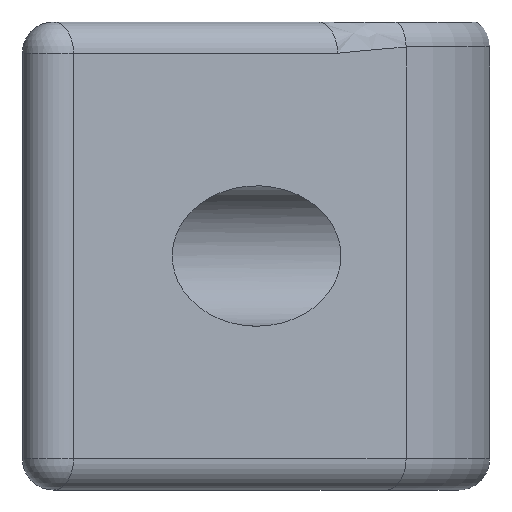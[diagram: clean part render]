
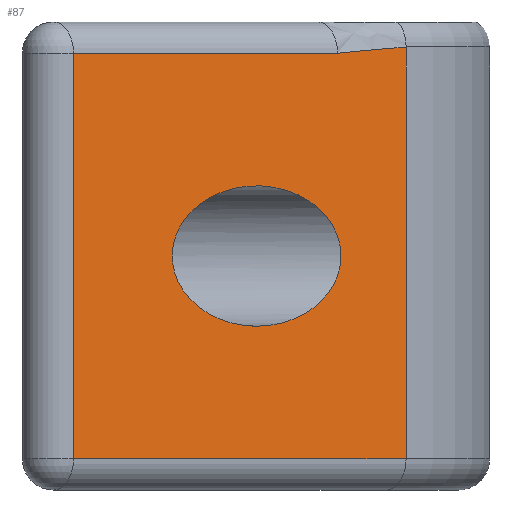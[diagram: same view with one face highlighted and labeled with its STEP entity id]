
A CAD part, left-side view. The second image highlights one B-rep face of the part: STEP entity #87.
In plain terms, the highlighted planar face has unit normal (-0.769, -0.64, 0).
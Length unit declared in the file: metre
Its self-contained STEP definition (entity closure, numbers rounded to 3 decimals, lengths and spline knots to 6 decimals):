
#87 = ADVANCED_FACE( '', ( #189, #190 ), #191, .F. );
#189 = FACE_BOUND( '', #486, .T. );
#190 = FACE_OUTER_BOUND( '', #487, .T. );
#191 = PLANE( '', #488 );
#486 = EDGE_LOOP( '', ( #655 ) );
#487 = EDGE_LOOP( '', ( #656, #657, #658, #659, #660 ) );
#488 = AXIS2_PLACEMENT_3D( '', #661, #662, #663 );
#655 = ORIENTED_EDGE( '', *, *, #829, .T. );
#656 = ORIENTED_EDGE( '', *, *, #858, .F. );
#657 = ORIENTED_EDGE( '', *, *, #851, .T. );
#658 = ORIENTED_EDGE( '', *, *, #859, .T. );
#659 = ORIENTED_EDGE( '', *, *, #860, .T. );
#660 = ORIENTED_EDGE( '', *, *, #861, .T. );
#661 = CARTESIAN_POINT( '', ( -0.0204, 0.001062, 0.030002 ) );
#662 = DIRECTION( '', ( 0.769, 0.64, 0. ) );
#663 = DIRECTION( '', ( -0.64, 0.769, 0. ) );
#829 = EDGE_CURVE( '', #946, #946, #947, .T. );
#851 = EDGE_CURVE( '', #922, #978, #980, .T. );
#858 = EDGE_CURVE( '', #922, #936, #988, .T. );
#859 = EDGE_CURVE( '', #978, #989, #990, .F. );
#860 = EDGE_CURVE( '', #989, #930, #991, .T. );
#861 = EDGE_CURVE( '', #930, #936, #992, .T. );
#922 = VERTEX_POINT( '', #1084 );
#930 = VERTEX_POINT( '', #1092 );
#936 = VERTEX_POINT( '', #1098 );
#946 = VERTEX_POINT( '', #1108 );
#947 = ELLIPSE( '', #1109, 0.007034, 0.0045 );
#978 = VERTEX_POINT( '', #1170 );
#980 = B_SPLINE_CURVE_WITH_KNOTS( '', 3, ( #1172, #1173, #1174, #1175, #1176, #1177, #1178, #1179, #1180, #1181, #1182, #1183, #1184, #1185, #1186, #1187, #1188, #1189, #1190, #1191, #1192, #1193, #1194 ), .UNSPECIFIED., .F., .F., ( 4, 1, 1, 1, 2, 2, 2, 2, 2, 2, 2, 1, 1, 4 ), ( 0., 0.000358, 0.000716, 0.001074, 0.001431, 0.002147, 0.002863, 0.003579, 0.004294, 0.004473, 0.004652, 0.00501, 0.005368, 0.005726 ), .UNSPECIFIED. );
#988 = LINE( '', #1203, #1204 );
#989 = VERTEX_POINT( '', #1205 );
#990 = LINE( '', #1206, #1207 );
#991 = LINE( '', #1208, #1209 );
#992 = LINE( '', #1210, #1211 );
#1084 = CARTESIAN_POINT( '', ( -0.011529, -0.009596, 0.0284 ) );
#1092 = CARTESIAN_POINT( '', ( -0.029271, 0.011721, 0.002 ) );
#1098 = CARTESIAN_POINT( '', ( -0.011529, -0.009596, 0.002 ) );
#1108 = CARTESIAN_POINT( '', ( -0.024, 0.005388, 0.015 ) );
#1109 = AXIS2_PLACEMENT_3D( '', #1319, #1320, #1321 );
#1170 = CARTESIAN_POINT( '', ( -0.015184, -0.005204, 0.028 ) );
#1172 = CARTESIAN_POINT( '', ( -0.011529, -0.009596, 0.0284 ) );
#1173 = CARTESIAN_POINT( '', ( -0.011606, -0.009504, 0.0284 ) );
#1174 = CARTESIAN_POINT( '', ( -0.011758, -0.00932, 0.028398 ) );
#1175 = CARTESIAN_POINT( '', ( -0.011987, -0.009045, 0.028387 ) );
#1176 = CARTESIAN_POINT( '', ( -0.012216, -0.008771, 0.028369 ) );
#1177 = CARTESIAN_POINT( '', ( -0.012368, -0.008588, 0.028353 ) );
#1178 = CARTESIAN_POINT( '', ( -0.012597, -0.008313, 0.028326 ) );
#1179 = CARTESIAN_POINT( '', ( -0.012749, -0.00813, 0.028305 ) );
#1180 = CARTESIAN_POINT( '', ( -0.013053, -0.007765, 0.028259 ) );
#1181 = CARTESIAN_POINT( '', ( -0.013205, -0.007583, 0.028234 ) );
#1182 = CARTESIAN_POINT( '', ( -0.013509, -0.007218, 0.028184 ) );
#1183 = CARTESIAN_POINT( '', ( -0.01366, -0.007035, 0.028158 ) );
#1184 = CARTESIAN_POINT( '', ( -0.013964, -0.00667, 0.028109 ) );
#1185 = CARTESIAN_POINT( '', ( -0.014116, -0.006487, 0.028087 ) );
#1186 = CARTESIAN_POINT( '', ( -0.014307, -0.006259, 0.028062 ) );
#1187 = CARTESIAN_POINT( '', ( -0.014345, -0.006213, 0.028057 ) );
#1188 = CARTESIAN_POINT( '', ( -0.014421, -0.006121, 0.028048 ) );
#1189 = CARTESIAN_POINT( '', ( -0.014459, -0.006075, 0.028044 ) );
#1190 = CARTESIAN_POINT( '', ( -0.014573, -0.005938, 0.028032 ) );
#1191 = CARTESIAN_POINT( '', ( -0.014726, -0.005755, 0.028017 ) );
#1192 = CARTESIAN_POINT( '', ( -0.014955, -0.00548, 0.028003 ) );
#1193 = CARTESIAN_POINT( '', ( -0.015108, -0.005296, 0.028 ) );
#1194 = CARTESIAN_POINT( '', ( -0.015184, -0.005204, 0.028 ) );
#1203 = CARTESIAN_POINT( '', ( -0.011529, -0.009596, 0.030002 ) );
#1204 = VECTOR( '', #1361, 1. );
#1205 = CARTESIAN_POINT( '', ( -0.029271, 0.011721, 0.028 ) );
#1206 = CARTESIAN_POINT( '', ( -0.029271, 0.011721, 0.028 ) );
#1207 = VECTOR( '', #1362, 1. );
#1208 = CARTESIAN_POINT( '', ( -0.029271, 0.011721, 0.030002 ) );
#1209 = VECTOR( '', #1363, 1. );
#1210 = CARTESIAN_POINT( '', ( -0.0204, 0.001062, 0.002 ) );
#1211 = VECTOR( '', #1364, 1. );
#1319 = CARTESIAN_POINT( '', ( -0.0195, -0.000019, 0.015 ) );
#1320 = DIRECTION( '', ( 0.769, 0.64, 0. ) );
#1321 = DIRECTION( '', ( -0.64, 0.769, 0. ) );
#1361 = DIRECTION( '', ( 0., 0., -1. ) );
#1362 = DIRECTION( '', ( 0.64, -0.769, 0. ) );
#1363 = DIRECTION( '', ( 0., 0., -1. ) );
#1364 = DIRECTION( '', ( 0.64, -0.769, 0. ) );
